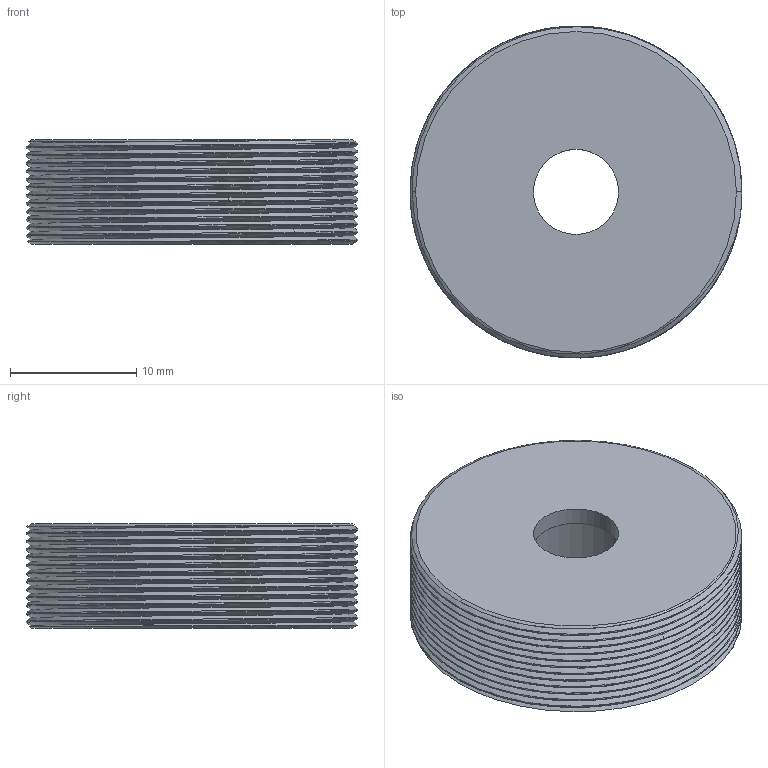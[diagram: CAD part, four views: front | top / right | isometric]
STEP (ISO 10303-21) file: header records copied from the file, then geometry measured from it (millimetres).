
FILE_DESCRIPTION((''),'2;1');
FILE_NAME('SM1-6_1MM','2022-03-06T',('admin'),(''),'CREO PARAMETRIC BY PTC INC, 2018360','CREO PARAMETRIC BY PTC INC, 2018360','');
FILE_SCHEMA(('CONFIG_CONTROL_DESIGN'));
Length unit declared in the file: millimetre
Products named in the file (1): SM1-6_1MM
Bounding box: 26.29 x 26.28 x 8.26 mm (x, y, z)
Volume: 3751.4 mm3; surface area: 2236.3 mm2
Topology: 1 solids, 1 shells, 51 faces, 133 edges, 87 vertices
Faces by surface type: cylinder 32, bspline 8, cone 6, plane 5
Entity records: 5173 total; most frequent: CARTESIAN_POINT 4004, ORIENTED_EDGE 266, DIRECTION 179, EDGE_CURVE 133, VERTEX_POINT 87, AXIS2_PLACEMENT_3D 68, B_SPLINE_CURVE_WITH_KNOTS 65, EDGE_LOOP 56
